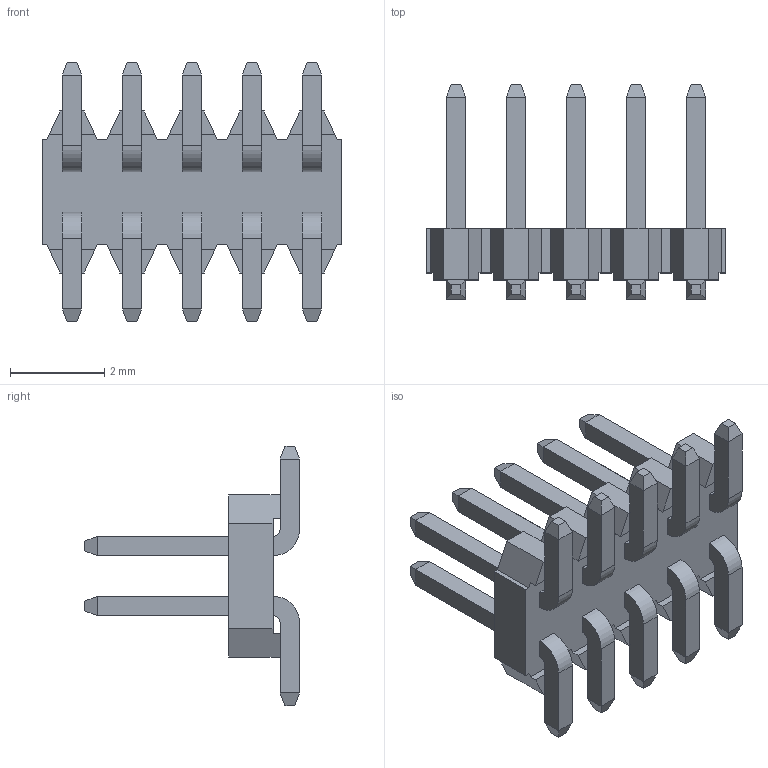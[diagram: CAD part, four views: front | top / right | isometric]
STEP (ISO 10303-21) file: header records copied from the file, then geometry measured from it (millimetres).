
FILE_DESCRIPTION (( 'STEP AP214' ), '1' );
FILE_NAME ('20021121-00010C1LF.STEP', '2023-06-02T13:29:24', ( '' ), ( '' ), 'SwSTEP 2.0', 'SolidWorks 2021', '' );
FILE_SCHEMA (( 'AUTOMOTIVE_DESIGN' ));
Length unit declared in the file: millimetre
Products named in the file (3): Pin^20021121-additional-goldtin; 20021121-additional body-goldtin_5; 20021121-00010C1LF
Assembly tree (6 placements, depth 2):
  20021121-00010C1LF
    20021121-additional body-goldtin_5
    Pin^20021121-additional-goldtin  x5
Bounding box: 6.35 x 4.55 x 5.5 mm (x, y, z)
Volume: 27 mm3; surface area: 182.9 mm2
Topology: 21 solids, 21 shells, 326 faces, 772 edges, 488 vertices
Faces by surface type: plane 306, cylinder 20
Entity records: 4797 total; most frequent: CARTESIAN_POINT 827, ORIENTED_EDGE 808, DIRECTION 730, EDGE_CURVE 404, LINE 396, VECTOR 396, VERTEX_POINT 264, EDGE_LOOP 170
